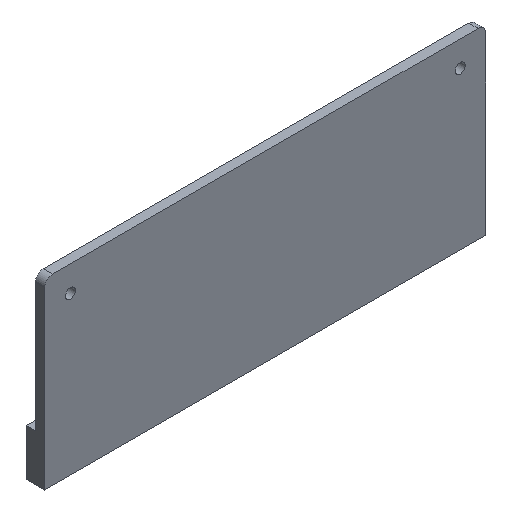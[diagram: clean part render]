
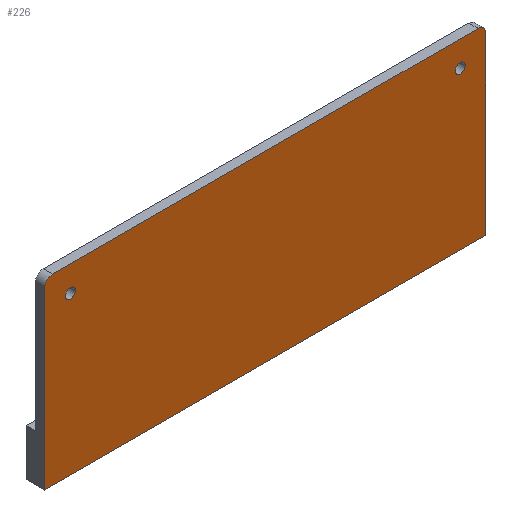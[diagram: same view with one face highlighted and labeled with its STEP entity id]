
A CAD part, isometric view. The second image highlights one B-rep face of the part: STEP entity #226.
In plain terms, the highlighted planar face has unit normal (0, -1, 0).
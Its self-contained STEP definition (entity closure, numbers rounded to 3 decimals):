
#21=FACE_BOUND('',#51,.T.);
#22=FACE_BOUND('',#52,.T.);
#27=CIRCLE('',#257,2.5);
#28=CIRCLE('',#258,2.5);
#29=CIRCLE('',#259,1.6);
#30=CIRCLE('',#260,1.6);
#36=FACE_OUTER_BOUND('',#50,.T.);
#50=EDGE_LOOP('',(#179,#180,#181,#182,#183,#184));
#51=EDGE_LOOP('',(#185));
#52=EDGE_LOOP('',(#186));
#66=LINE('',#350,#88);
#72=LINE('',#369,#94);
#74=LINE('',#373,#96);
#75=LINE('',#377,#97);
#88=VECTOR('',#282,10.);
#94=VECTOR('',#300,10.);
#96=VECTOR('',#304,10.);
#97=VECTOR('',#307,10.);
#109=VERTEX_POINT('',#348);
#110=VERTEX_POINT('',#349);
#117=VERTEX_POINT('',#368);
#118=VERTEX_POINT('',#372);
#119=VERTEX_POINT('',#374);
#120=VERTEX_POINT('',#376);
#121=VERTEX_POINT('',#379);
#122=VERTEX_POINT('',#381);
#130=EDGE_CURVE('',#109,#110,#66,.T.);
#140=EDGE_CURVE('',#109,#117,#72,.T.);
#142=EDGE_CURVE('',#118,#110,#74,.T.);
#143=EDGE_CURVE('',#119,#118,#27,.T.);
#144=EDGE_CURVE('',#120,#119,#75,.T.);
#145=EDGE_CURVE('',#117,#120,#28,.T.);
#146=EDGE_CURVE('',#121,#121,#29,.T.);
#147=EDGE_CURVE('',#122,#122,#30,.T.);
#179=ORIENTED_EDGE('',*,*,#130,.T.);
#180=ORIENTED_EDGE('',*,*,#142,.F.);
#181=ORIENTED_EDGE('',*,*,#143,.F.);
#182=ORIENTED_EDGE('',*,*,#144,.F.);
#183=ORIENTED_EDGE('',*,*,#145,.F.);
#184=ORIENTED_EDGE('',*,*,#140,.F.);
#185=ORIENTED_EDGE('',*,*,#146,.F.);
#186=ORIENTED_EDGE('',*,*,#147,.F.);
#218=PLANE('',#256);
#226=ADVANCED_FACE('',(#36,#21,#22),#218,.F.);
#256=AXIS2_PLACEMENT_3D('',#371,#302,#303);
#257=AXIS2_PLACEMENT_3D('',#375,#305,#306);
#258=AXIS2_PLACEMENT_3D('',#378,#308,#309);
#259=AXIS2_PLACEMENT_3D('',#380,#310,#311);
#260=AXIS2_PLACEMENT_3D('',#382,#312,#313);
#282=DIRECTION('',(1.,0.,0.));
#300=DIRECTION('',(0.,0.,1.));
#302=DIRECTION('center_axis',(0.,1.,0.));
#303=DIRECTION('ref_axis',(1.,0.,0.));
#304=DIRECTION('',(0.,0.,-1.));
#305=DIRECTION('center_axis',(0.,1.,0.));
#306=DIRECTION('ref_axis',(0.707,0.,0.707));
#307=DIRECTION('',(1.,0.,0.));
#308=DIRECTION('center_axis',(0.,1.,0.));
#309=DIRECTION('ref_axis',(-0.707,0.,0.707));
#310=DIRECTION('center_axis',(0.,-1.,0.));
#311=DIRECTION('ref_axis',(1.,0.,0.));
#312=DIRECTION('center_axis',(0.,-1.,0.));
#313=DIRECTION('ref_axis',(1.,0.,0.));
#348=CARTESIAN_POINT('',(0.,0.,-59.));
#349=CARTESIAN_POINT('',(142.158,0.,-59.));
#350=CARTESIAN_POINT('',(106.618,0.,-59.));
#368=CARTESIAN_POINT('',(0.,0.,-2.5));
#369=CARTESIAN_POINT('',(0.,0.,-79.5));
#371=CARTESIAN_POINT('Origin',(71.079,0.,-39.75));
#372=CARTESIAN_POINT('',(142.158,0.,-2.5));
#373=CARTESIAN_POINT('',(142.158,0.,0.));
#374=CARTESIAN_POINT('',(139.658,0.,0.));
#375=CARTESIAN_POINT('Origin',(139.658,0.,-2.5));
#376=CARTESIAN_POINT('',(2.5,0.,0.));
#377=CARTESIAN_POINT('',(0.,0.,0.));
#378=CARTESIAN_POINT('Origin',(2.5,0.,-2.5));
#379=CARTESIAN_POINT('',(132.308,0.,-8.25));
#380=CARTESIAN_POINT('Origin',(133.908,0.,-8.25));
#381=CARTESIAN_POINT('',(6.65,0.,-8.25));
#382=CARTESIAN_POINT('Origin',(8.25,0.,-8.25));
